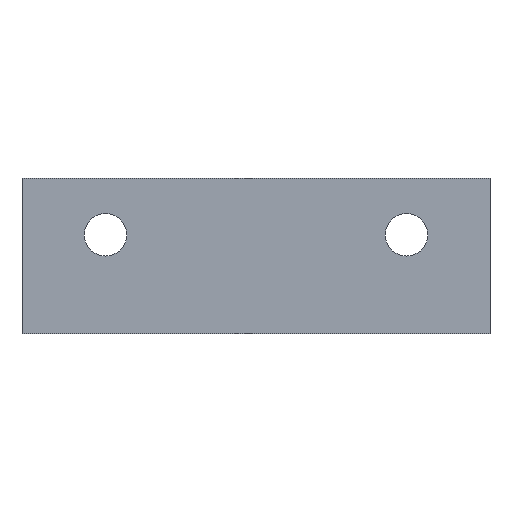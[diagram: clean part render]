
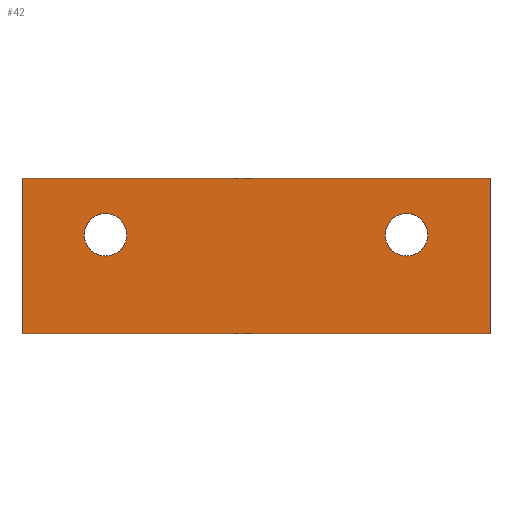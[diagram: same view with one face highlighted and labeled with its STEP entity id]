
A CAD part, front view. The second image highlights one B-rep face of the part: STEP entity #42.
In plain terms, the highlighted planar face has unit normal (0, -1, 0).
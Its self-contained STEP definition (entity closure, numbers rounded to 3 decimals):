
#42 = ADVANCED_FACE( '', ( #84, #85, #86 ), #87, .T. );
#84 = FACE_BOUND( '', #121, .T. );
#85 = FACE_BOUND( '', #122, .T. );
#86 = FACE_OUTER_BOUND( '', #123, .T. );
#87 = PLANE( '', #124 );
#121 = EDGE_LOOP( '', ( #171 ) );
#122 = EDGE_LOOP( '', ( #172 ) );
#123 = EDGE_LOOP( '', ( #173, #174, #175, #176 ) );
#124 = AXIS2_PLACEMENT_3D( '', #177, #178, #179 );
#171 = ORIENTED_EDGE( '', *, *, #202, .T. );
#172 = ORIENTED_EDGE( '', *, *, #210, .T. );
#173 = ORIENTED_EDGE( '', *, *, #197, .T. );
#174 = ORIENTED_EDGE( '', *, *, #216, .T. );
#175 = ORIENTED_EDGE( '', *, *, #205, .T. );
#176 = ORIENTED_EDGE( '', *, *, #217, .T. );
#177 = CARTESIAN_POINT( '', ( -49.75, 0., -16.5 ) );
#178 = DIRECTION( '', ( 0., -1., 0. ) );
#179 = DIRECTION( '', ( 0., 0., -1. ) );
#197 = EDGE_CURVE( '', #221, #222, #223, .T. );
#202 = EDGE_CURVE( '', #230, #230, #231, .T. );
#205 = EDGE_CURVE( '', #235, #236, #237, .T. );
#210 = EDGE_CURVE( '', #244, #244, #245, .T. );
#216 = EDGE_CURVE( '', #222, #235, #252, .T. );
#217 = EDGE_CURVE( '', #236, #221, #253, .T. );
#221 = VERTEX_POINT( '', #257 );
#222 = VERTEX_POINT( '', #258 );
#223 = LINE( '', #259, #260 );
#230 = VERTEX_POINT( '', #270 );
#231 = CIRCLE( '', #271, 4.5 );
#235 = VERTEX_POINT( '', #275 );
#236 = VERTEX_POINT( '', #276 );
#237 = LINE( '', #277, #278 );
#244 = VERTEX_POINT( '', #288 );
#245 = CIRCLE( '', #289, 4.5 );
#252 = LINE( '', #298, #299 );
#253 = LINE( '', #300, #301 );
#257 = CARTESIAN_POINT( '', ( -49.75, 0., 16.5 ) );
#258 = CARTESIAN_POINT( '', ( -49.75, 0., -16.5 ) );
#259 = CARTESIAN_POINT( '', ( -49.75, 0., 16.5 ) );
#260 = VECTOR( '', #304, 1000. );
#270 = CARTESIAN_POINT( '', ( -32., 0., 0. ) );
#271 = AXIS2_PLACEMENT_3D( '', #308, #309, #310 );
#275 = CARTESIAN_POINT( '', ( 49.75, 0., -16.5 ) );
#276 = CARTESIAN_POINT( '', ( 49.75, 0., 16.5 ) );
#277 = CARTESIAN_POINT( '', ( 49.75, 0., -16.5 ) );
#278 = VECTOR( '', #314, 1000. );
#288 = CARTESIAN_POINT( '', ( 32., 0., 0. ) );
#289 = AXIS2_PLACEMENT_3D( '', #318, #319, #320 );
#298 = CARTESIAN_POINT( '', ( -49.75, 0., -16.5 ) );
#299 = VECTOR( '', #326, 1000. );
#300 = CARTESIAN_POINT( '', ( 49.75, 0., 16.5 ) );
#301 = VECTOR( '', #327, 1000. );
#304 = DIRECTION( '', ( 0., 0., -1. ) );
#308 = CARTESIAN_POINT( '', ( -32., 0., 4.5 ) );
#309 = DIRECTION( '', ( 0., 1., 0. ) );
#310 = DIRECTION( '', ( 0., 0., -1. ) );
#314 = DIRECTION( '', ( 0., 0., 1. ) );
#318 = CARTESIAN_POINT( '', ( 32., 0., 4.5 ) );
#319 = DIRECTION( '', ( 0., 1., 0. ) );
#320 = DIRECTION( '', ( 0., 0., -1. ) );
#326 = DIRECTION( '', ( 1., 0., 0. ) );
#327 = DIRECTION( '', ( -1., 0., 0. ) );
